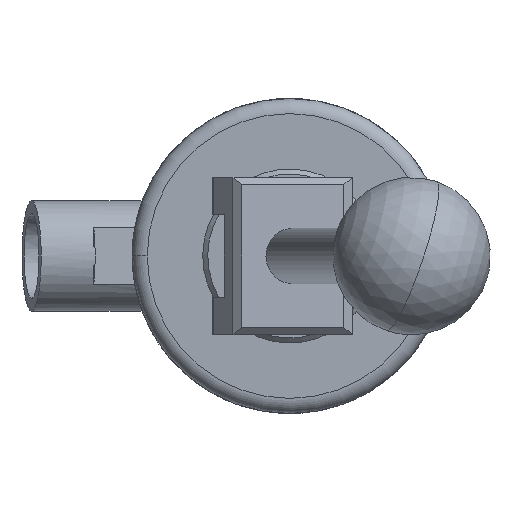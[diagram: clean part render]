
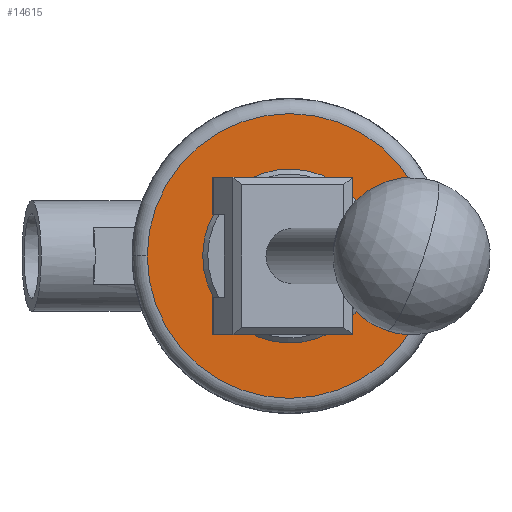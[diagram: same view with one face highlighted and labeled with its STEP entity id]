
A CAD part, front view. The second image highlights one B-rep face of the part: STEP entity #14615.
In plain terms, the highlighted planar face has unit normal (0, -1, 0).
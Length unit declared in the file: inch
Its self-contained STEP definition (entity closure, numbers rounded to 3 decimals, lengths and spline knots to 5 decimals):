
#598 = EDGE_CURVE ( 'NONE', #7503, #9235, #6032, .T. ) ;
#977 = FACE_BOUND ( 'NONE', #12907, .T. ) ;
#1395 = DIRECTION ( 'NONE',  ( 1., 0., 0. ) ) ;
#1921 = CARTESIAN_POINT ( 'NONE',  ( -1.13, 0., 0. ) ) ;
#2052 = VERTEX_POINT ( 'NONE', #7593 ) ;
#2738 = AXIS2_PLACEMENT_3D ( 'NONE', #6624, #11519, #1395 ) ;
#3569 = AXIS2_PLACEMENT_3D ( 'NONE', #16096, #16013, #9509 ) ;
#3686 = FACE_OUTER_BOUND ( 'NONE', #13014, .T. ) ;
#4260 = EDGE_CURVE ( 'NONE', #2052, #4377, #6303, .T. ) ;
#4377 = VERTEX_POINT ( 'NONE', #1921 ) ;
#4978 = CARTESIAN_POINT ( 'NONE',  ( -0.348, 0., 0. ) ) ;
#6032 = CIRCLE ( 'NONE', #8178, 0.348 ) ;
#6303 = CIRCLE ( 'NONE', #14053, 1.13 ) ;
#6316 = ORIENTED_EDGE ( 'NONE', *, *, #4260, .T. ) ;
#6624 = CARTESIAN_POINT ( 'NONE',  ( 0., 0., -0.348 ) ) ;
#7503 = VERTEX_POINT ( 'NONE', #4978 ) ;
#7593 = CARTESIAN_POINT ( 'NONE',  ( 1.13, 0., 0. ) ) ;
#7894 = DIRECTION ( 'NONE',  ( 0., -1., 0. ) ) ;
#7980 = CARTESIAN_POINT ( 'NONE',  ( 0., 0., 0. ) ) ;
#8087 = CARTESIAN_POINT ( 'NONE',  ( 0., 0., 0. ) ) ;
#8178 = AXIS2_PLACEMENT_3D ( 'NONE', #9059, #15561, #12794 ) ;
#8254 = ORIENTED_EDGE ( 'NONE', *, *, #598, .F. ) ;
#8373 = CIRCLE ( 'NONE', #3569, 0.348 ) ;
#9059 = CARTESIAN_POINT ( 'NONE',  ( 0., 0., 0. ) ) ;
#9080 = EDGE_CURVE ( 'NONE', #4377, #2052, #11890, .T. ) ;
#9193 = DIRECTION ( 'NONE',  ( 0., -1., 0. ) ) ;
#9235 = VERTEX_POINT ( 'NONE', #13761 ) ;
#9509 = DIRECTION ( 'NONE',  ( 1., 0., 0. ) ) ;
#10090 = ORIENTED_EDGE ( 'NONE', *, *, #15293, .F. ) ;
#11260 = PLANE ( 'NONE',  #2738 ) ;
#11519 = DIRECTION ( 'NONE',  ( 0., -1., 0. ) ) ;
#11890 = CIRCLE ( 'NONE', #14570, 1.13 ) ;
#12136 = ORIENTED_EDGE ( 'NONE', *, *, #9080, .T. ) ;
#12794 = DIRECTION ( 'NONE',  ( 1., 0., 0. ) ) ;
#12807 = DIRECTION ( 'NONE',  ( 1., 0., 0. ) ) ;
#12907 = EDGE_LOOP ( 'NONE', ( #10090, #8254 ) ) ;
#13014 = EDGE_LOOP ( 'NONE', ( #6316, #12136 ) ) ;
#13178 = DIRECTION ( 'NONE',  ( 1., 0., 0. ) ) ;
#13761 = CARTESIAN_POINT ( 'NONE',  ( 0.348, 0., 0. ) ) ;
#14053 = AXIS2_PLACEMENT_3D ( 'NONE', #7980, #7894, #12807 ) ;
#14570 = AXIS2_PLACEMENT_3D ( 'NONE', #8087, #9193, #13178 ) ;
#14615 = ADVANCED_FACE ( 'NONE', ( #3686, #977 ), #11260, .T. ) ;
#15293 = EDGE_CURVE ( 'NONE', #9235, #7503, #8373, .T. ) ;
#15561 = DIRECTION ( 'NONE',  ( 0., -1., 0. ) ) ;
#16013 = DIRECTION ( 'NONE',  ( 0., -1., 0. ) ) ;
#16096 = CARTESIAN_POINT ( 'NONE',  ( 0., 0., 0. ) ) ;
